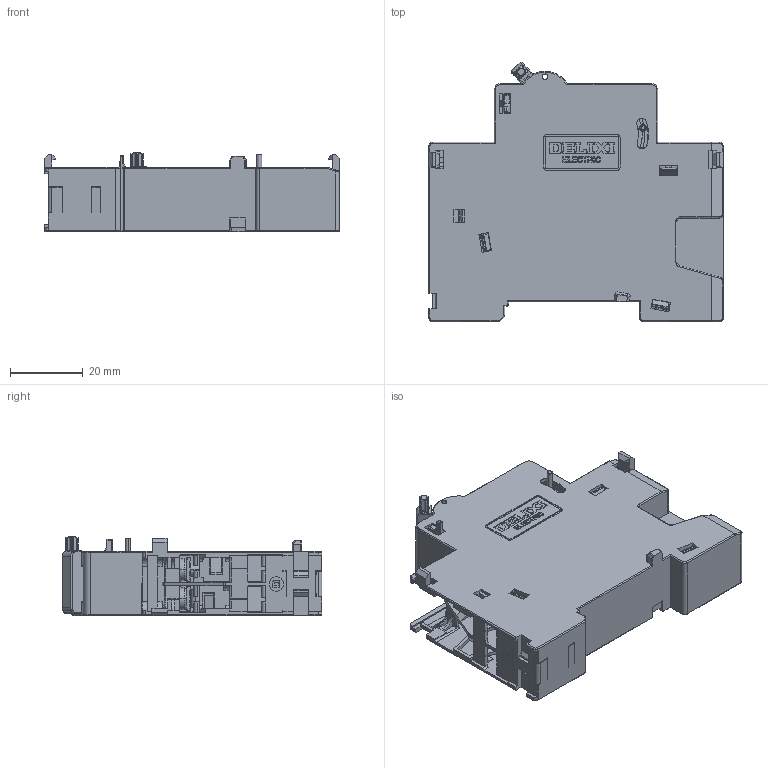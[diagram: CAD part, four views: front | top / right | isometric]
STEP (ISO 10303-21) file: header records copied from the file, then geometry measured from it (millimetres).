
FILE_DESCRIPTION((''),'2;1');
FILE_NAME('2297009300_SW0001','2023-11-09T',('dufeng.zhai'),(''),'PRO/ENGINEER BY PARAMETRIC TECHNOLOGY CORPORATION, 2015440','PRO/ENGINEER BY PARAMETRIC TECHNOLOGY CORPORATION, 2015440','');
FILE_SCHEMA(('CONFIG_CONTROL_DESIGN'));
Products named in the file (1): 2297009300_SW0001
Bounding box: 80.8 x 71.31 x 21.85 mm (x, y, z)
Volume: 59518.2 mm3; surface area: 35273 mm2
Topology: 1 solids, 1 shells, 2657 faces, 7529 edges, 4811 vertices
Faces by surface type: plane 1715, cylinder 617, cone 88, torus 68, bspline 67, extrusion 59, sphere 43
Entity records: 92412 total; most frequent: CARTESIAN_POINT 23839, ORIENTED_EDGE 15054, DIRECTION 13341, EDGE_CURVE 7527, VECTOR 5637, LINE 5578, VERTEX_POINT 4811, AXIS2_PLACEMENT_3D 3852
